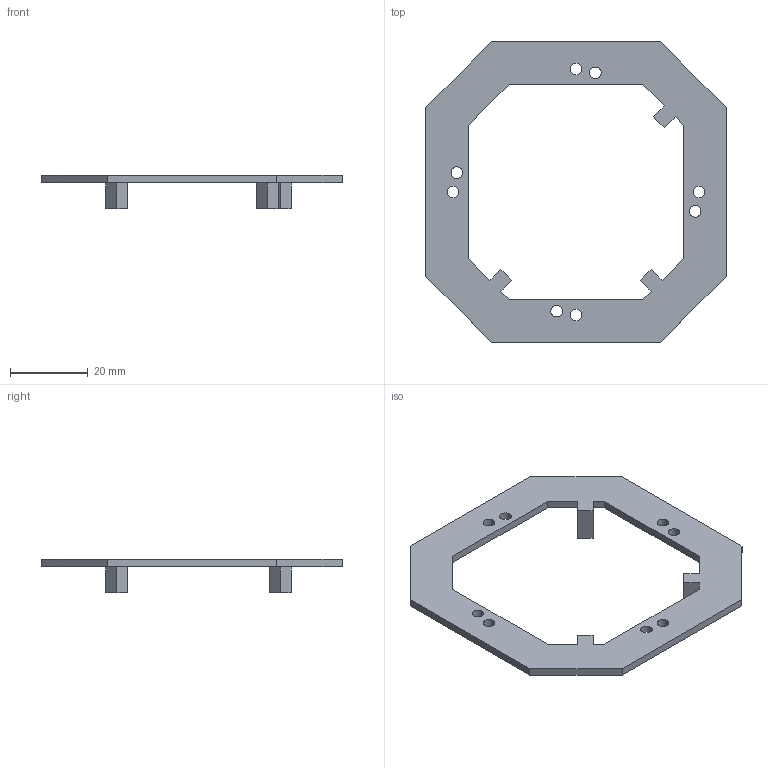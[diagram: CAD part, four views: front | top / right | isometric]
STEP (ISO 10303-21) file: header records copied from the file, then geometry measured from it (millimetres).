
FILE_DESCRIPTION(/* description */ (''),/* implementation_level */ '2;1');
FILE_NAME(/* name */ 'Середина.stp',/* time_stamp */ '2021-11-01T10:55:35+03:00',/* author */ ('Kolan'),/* organization */ (''),/* preprocessor_version */ 'ST-DEVELOPER v18.1',/* originating_system */ 'Autodesk Inventor 2021',/* authorisation */ '');
FILE_SCHEMA (('AUTOMOTIVE_DESIGN { 1 0 10303 214 3 1 1 }'));
Length unit declared in the file: millimetre
Products named in the file (1): Середина
Bounding box: 77.36 x 77.36 x 8.68 mm (x, y, z)
Volume: 5437.9 mm3; surface area: 6570.2 mm2
Topology: 1 solids, 1 shells, 44 faces, 120 edges, 78 vertices
Faces by surface type: plane 36, cylinder 8
Full cylindrical faces by diameter (mm): 3 x8
Entity records: 1449 total; most frequent: CARTESIAN_POINT 243, ORIENTED_EDGE 240, DIRECTION 226, EDGE_CURVE 120, LINE 104, VECTOR 104, VERTEX_POINT 78, EDGE_LOOP 62
